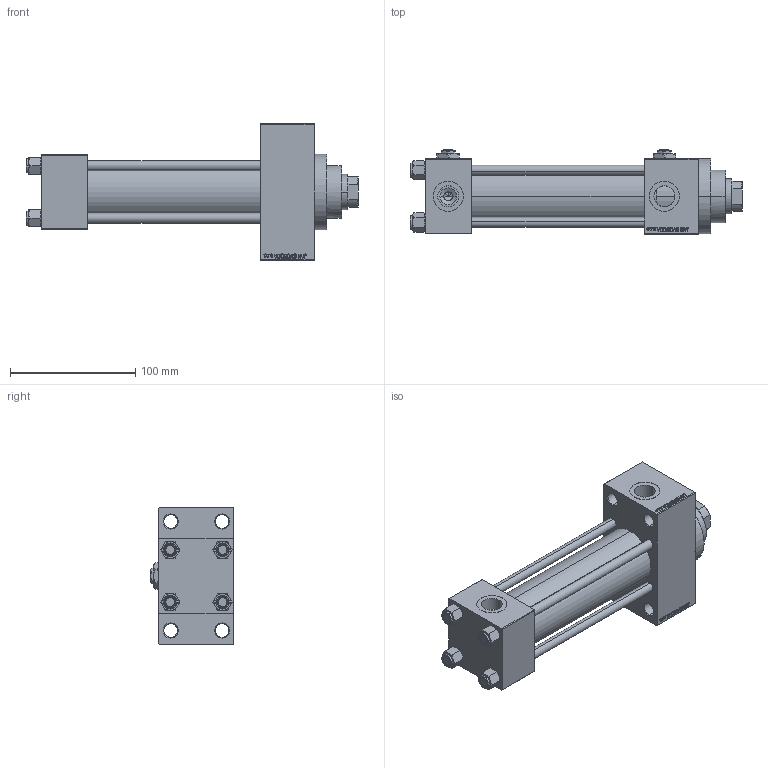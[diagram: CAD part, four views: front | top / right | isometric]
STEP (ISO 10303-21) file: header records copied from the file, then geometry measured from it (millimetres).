
FILE_DESCRIPTION (( 'STEP AP203' ), '1' );
FILE_NAME ('dc72.STEP', '2022-04-16T01:01:52', ( '' ), ( '' ), 'SwSTEP 2.0', 'SolidWorks 2019', '' );
FILE_SCHEMA (( 'CONFIG_CONTROL_DESIGN' ));
Length unit declared in the file: millimetre
Products named in the file (7): V215CR_VCP_D 9bf6ed4773f22f38ddab28e33e08d45e; NUT_M5_D 9bf6ed4773f22f38ddab28e33e08d45e; V215CR_D_TYCINKA 9bf6ed4773f22f38ddab28e33e08d45e; V215CR_D_Body 9bf6ed4773f22f38ddab28e33e08d45e; V215_VC_A 9bf6ed4773f22f38ddab28e33e08d45e; dc72; Zatka_pro_OIL_PORT 9bf6ed4773f22f38ddab28e33e08d45e
Assembly tree (13 placements, depth 2):
  dc72
    V215CR_D_Body 9bf6ed4773f22f38ddab28e33e08d45e
    V215CR_VCP_D 9bf6ed4773f22f38ddab28e33e08d45e
    NUT_M5_D 9bf6ed4773f22f38ddab28e33e08d45e  x4
    V215CR_D_TYCINKA 9bf6ed4773f22f38ddab28e33e08d45e  x4
    V215_VC_A 9bf6ed4773f22f38ddab28e33e08d45e
    Zatka_pro_OIL_PORT 9bf6ed4773f22f38ddab28e33e08d45e  x2
Bounding box: 265 x 67 x 109 mm (x, y, z)
Volume: 624246.1 mm3; surface area: 168414.8 mm2
Topology: 13 solids, 13 shells, 1215 faces, 3014 edges, 1940 vertices
Faces by surface type: plane 550, bspline 368, cone 186, cylinder 103, torus 8
Entity records: 49604 total; most frequent: CARTESIAN_POINT 25755, ORIENTED_EDGE 5328, DIRECTION 3516, EDGE_CURVE 2664, VERTEX_POINT 1738, LINE 1560, VECTOR 1560, EDGE_LOOP 1190
